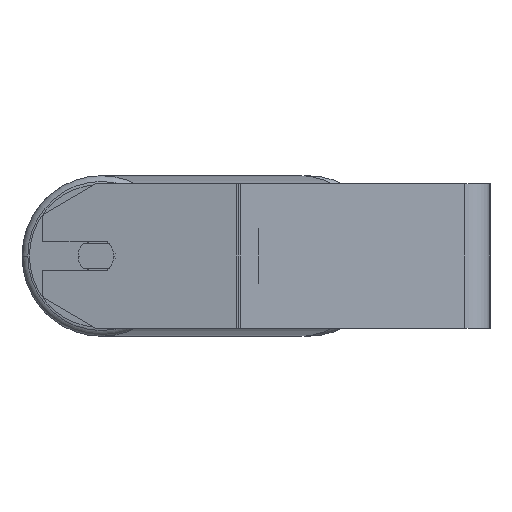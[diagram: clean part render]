
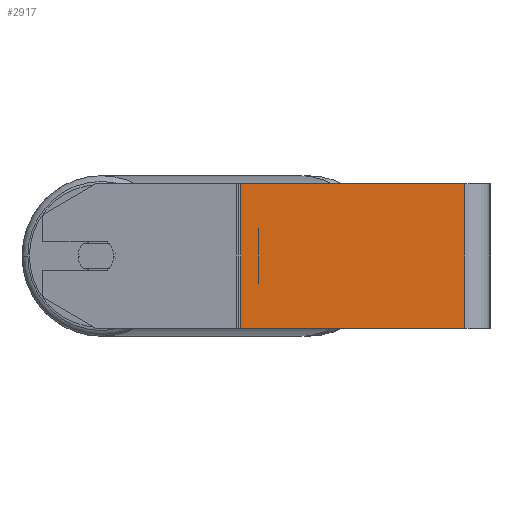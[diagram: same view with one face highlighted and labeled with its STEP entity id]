
A CAD part, left-side view. The second image highlights one B-rep face of the part: STEP entity #2917.
In plain terms, the highlighted planar face has unit normal (-1, 0, 0).
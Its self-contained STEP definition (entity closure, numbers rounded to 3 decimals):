
#186 = AXIS2_PLACEMENT_3D ( 'NONE', #7422, #1314, #3417 ) ;
#335 = ORIENTED_EDGE ( 'NONE', *, *, #7203, .T. ) ;
#455 = LINE ( 'NONE', #5080, #1646 ) ;
#678 = CARTESIAN_POINT ( 'NONE',  ( -1010., 138.19, 40. ) ) ;
#1111 = LINE ( 'NONE', #3819, #2624 ) ;
#1314 = DIRECTION ( 'NONE',  ( 1., 0., 0. ) ) ;
#1420 = LINE ( 'NONE', #678, #2225 ) ;
#1514 = CARTESIAN_POINT ( 'NONE',  ( -1010., 138.19, 40. ) ) ;
#1646 = VECTOR ( 'NONE', #3183, 1000. ) ;
#1769 = VECTOR ( 'NONE', #5376, 1000. ) ;
#1836 = ORIENTED_EDGE ( 'NONE', *, *, #4738, .T. ) ;
#2172 = CARTESIAN_POINT ( 'NONE',  ( -1010., 138.19, -40. ) ) ;
#2225 = VECTOR ( 'NONE', #6075, 1000. ) ;
#2609 = VERTEX_POINT ( 'NONE', #1514 ) ;
#2624 = VECTOR ( 'NONE', #6513, 1000. ) ;
#2917 = ADVANCED_FACE ( 'NONE', ( #7375 ), #6061, .F. ) ;
#3066 = CARTESIAN_POINT ( 'NONE',  ( -1010., 14., 40. ) ) ;
#3176 = EDGE_LOOP ( 'NONE', ( #1836, #6803, #8672, #335 ) ) ;
#3183 = DIRECTION ( 'NONE',  ( 0., -1., 0. ) ) ;
#3308 = LINE ( 'NONE', #5336, #1769 ) ;
#3417 = DIRECTION ( 'NONE',  ( 0., 0., -1. ) ) ;
#3819 = CARTESIAN_POINT ( 'NONE',  ( -1010., 14., 40. ) ) ;
#3929 = EDGE_CURVE ( 'NONE', #4263, #5359, #1111, .T. ) ;
#4263 = VERTEX_POINT ( 'NONE', #3066 ) ;
#4738 = EDGE_CURVE ( 'NONE', #7749, #5359, #3308, .T. ) ;
#5080 = CARTESIAN_POINT ( 'NONE',  ( -1010., 139.415, 40. ) ) ;
#5336 = CARTESIAN_POINT ( 'NONE',  ( -1010., 139.415, -40. ) ) ;
#5359 = VERTEX_POINT ( 'NONE', #7372 ) ;
#5376 = DIRECTION ( 'NONE',  ( 0., -1., 0. ) ) ;
#5568 = EDGE_CURVE ( 'NONE', #2609, #4263, #455, .T. ) ;
#6061 = PLANE ( 'NONE',  #186 ) ;
#6075 = DIRECTION ( 'NONE',  ( 0., 0., -1. ) ) ;
#6513 = DIRECTION ( 'NONE',  ( 0., 0., -1. ) ) ;
#6803 = ORIENTED_EDGE ( 'NONE', *, *, #3929, .F. ) ;
#7203 = EDGE_CURVE ( 'NONE', #2609, #7749, #1420, .T. ) ;
#7372 = CARTESIAN_POINT ( 'NONE',  ( -1010., 14., -40. ) ) ;
#7375 = FACE_OUTER_BOUND ( 'NONE', #3176, .T. ) ;
#7422 = CARTESIAN_POINT ( 'NONE',  ( -1010., 139.415, 40. ) ) ;
#7749 = VERTEX_POINT ( 'NONE', #2172 ) ;
#8672 = ORIENTED_EDGE ( 'NONE', *, *, #5568, .F. ) ;
